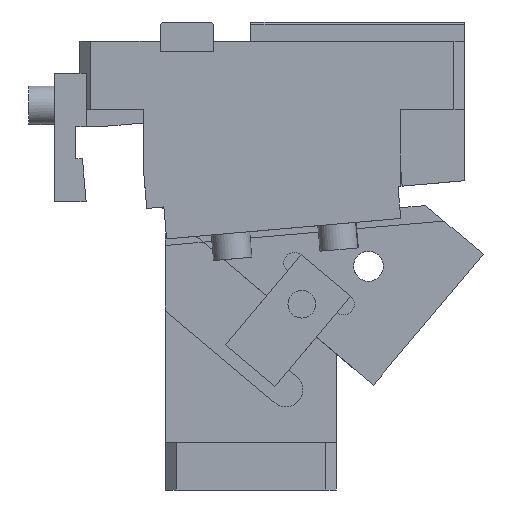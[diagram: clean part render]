
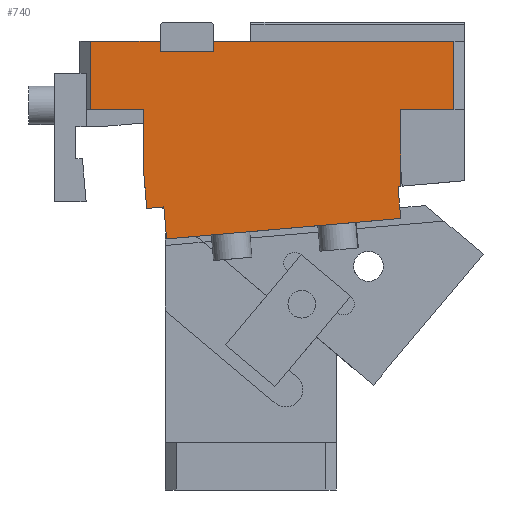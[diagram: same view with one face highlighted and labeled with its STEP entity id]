
A CAD part, front view. The second image highlights one B-rep face of the part: STEP entity #740.
In plain terms, the highlighted planar face has unit normal (0, -1, 0).
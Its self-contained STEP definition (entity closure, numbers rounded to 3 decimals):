
#124=CARTESIAN_POINT('Vertex',(5.,-57.5,0.)) ;
#127=CARTESIAN_POINT('Line Origine',(21.25,-57.5,0.)) ;
#131=CARTESIAN_POINT('Vertex',(37.5,-57.5,0.)) ;
#578=CARTESIAN_POINT('Line Origine',(37.5,-57.5,-2.5)) ;
#582=CARTESIAN_POINT('Vertex',(37.5,-57.5,-5.)) ;
#597=CARTESIAN_POINT('Axis2P3D Location',(0.,-57.5,0.)) ;
#602=CARTESIAN_POINT('Line Origine',(149.405,-57.5,-67.926)) ;
#606=CARTESIAN_POINT('Vertex',(150.,-57.5,-67.874)) ;
#608=CARTESIAN_POINT('Vertex',(148.81,-57.5,-67.978)) ;
#611=CARTESIAN_POINT('Line Origine',(150.,-57.5,-49.937)) ;
#615=CARTESIAN_POINT('Vertex',(150.,-57.5,-32.)) ;
#618=CARTESIAN_POINT('Line Origine',(162.5,-57.5,-32.)) ;
#622=CARTESIAN_POINT('Vertex',(175.,-57.5,-32.)) ;
#625=CARTESIAN_POINT('Line Origine',(175.,-57.5,-16.)) ;
#629=CARTESIAN_POINT('Vertex',(175.,-57.5,0.)) ;
#632=CARTESIAN_POINT('Line Origine',(118.75,-57.5,0.)) ;
#636=CARTESIAN_POINT('Vertex',(62.5,-57.5,0.)) ;
#639=CARTESIAN_POINT('Line Origine',(62.5,-57.5,-2.5)) ;
#643=CARTESIAN_POINT('Vertex',(62.5,-57.5,-5.)) ;
#646=CARTESIAN_POINT('Line Origine',(50.,-57.5,-5.)) ;
#651=CARTESIAN_POINT('Line Origine',(5.,-57.5,-16.)) ;
#655=CARTESIAN_POINT('Vertex',(5.,-57.5,-32.)) ;
#658=CARTESIAN_POINT('Line Origine',(17.458,-57.5,-32.)) ;
#662=CARTESIAN_POINT('Vertex',(29.916,-57.5,-32.)) ;
#665=CARTESIAN_POINT('Line Origine',(29.916,-57.5,-47.41)) ;
#669=CARTESIAN_POINT('Vertex',(29.916,-57.5,-62.821)) ;
#672=CARTESIAN_POINT('Line Origine',(29.912,-57.5,-62.821)) ;
#676=CARTESIAN_POINT('Vertex',(29.908,-57.5,-62.821)) ;
#679=CARTESIAN_POINT('Line Origine',(29.912,-57.5,-62.865)) ;
#683=CARTESIAN_POINT('Vertex',(29.916,-57.5,-62.908)) ;
#686=CARTESIAN_POINT('Line Origine',(30.588,-57.5,-70.585)) ;
#690=CARTESIAN_POINT('Vertex',(31.259,-57.5,-78.262)) ;
#693=CARTESIAN_POINT('Line Origine',(35.244,-57.5,-77.914)) ;
#697=CARTESIAN_POINT('Vertex',(39.229,-57.5,-77.565)) ;
#700=CARTESIAN_POINT('Line Origine',(39.883,-57.5,-85.037)) ;
#704=CARTESIAN_POINT('Vertex',(40.536,-57.5,-92.508)) ;
#707=CARTESIAN_POINT('Line Origine',(95.327,-57.5,-87.714)) ;
#711=CARTESIAN_POINT('Vertex',(150.118,-57.5,-82.921)) ;
#714=CARTESIAN_POINT('Line Origine',(149.464,-57.5,-75.449)) ;
#128=DIRECTION('Vector Direction',(1.,0.,0.)) ;
#579=DIRECTION('Vector Direction',(0.,0.,1.)) ;
#598=DIRECTION('Axis2P3D Direction',(0.,1.,0.)) ;
#599=DIRECTION('Axis2P3D XDirection',(0.,0.,1.)) ;
#603=DIRECTION('Vector Direction',(-0.996,0.,-0.087)) ;
#612=DIRECTION('Vector Direction',(0.,0.,1.)) ;
#619=DIRECTION('Vector Direction',(-1.,0.,0.)) ;
#626=DIRECTION('Vector Direction',(0.,0.,1.)) ;
#633=DIRECTION('Vector Direction',(1.,0.,0.)) ;
#640=DIRECTION('Vector Direction',(0.,0.,-1.)) ;
#647=DIRECTION('Vector Direction',(1.,0.,0.)) ;
#652=DIRECTION('Vector Direction',(0.,0.,-1.)) ;
#659=DIRECTION('Vector Direction',(-1.,0.,0.)) ;
#666=DIRECTION('Vector Direction',(0.,0.,1.)) ;
#673=DIRECTION('Vector Direction',(0.996,0.,0.087)) ;
#680=DIRECTION('Vector Direction',(-0.087,0.,0.996)) ;
#687=DIRECTION('Vector Direction',(-0.087,0.,0.996)) ;
#694=DIRECTION('Vector Direction',(-0.996,0.,-0.087)) ;
#701=DIRECTION('Vector Direction',(-0.087,0.,0.996)) ;
#708=DIRECTION('Vector Direction',(-0.996,0.,-0.087)) ;
#715=DIRECTION('Vector Direction',(-0.087,0.,0.996)) ;
#600=AXIS2_PLACEMENT_3D('Plane Axis2P3D',#597,#598,#599) ;
#720=ORIENTED_EDGE('',*,*,#610,.F.) ;
#721=ORIENTED_EDGE('',*,*,#617,.T.) ;
#722=ORIENTED_EDGE('',*,*,#624,.F.) ;
#723=ORIENTED_EDGE('',*,*,#631,.T.) ;
#724=ORIENTED_EDGE('',*,*,#638,.F.) ;
#725=ORIENTED_EDGE('',*,*,#645,.T.) ;
#726=ORIENTED_EDGE('',*,*,#650,.F.) ;
#727=ORIENTED_EDGE('',*,*,#584,.T.) ;
#728=ORIENTED_EDGE('',*,*,#133,.F.) ;
#729=ORIENTED_EDGE('',*,*,#657,.T.) ;
#730=ORIENTED_EDGE('',*,*,#664,.F.) ;
#731=ORIENTED_EDGE('',*,*,#671,.F.) ;
#732=ORIENTED_EDGE('',*,*,#678,.F.) ;
#733=ORIENTED_EDGE('',*,*,#685,.F.) ;
#734=ORIENTED_EDGE('',*,*,#692,.F.) ;
#735=ORIENTED_EDGE('',*,*,#699,.F.) ;
#736=ORIENTED_EDGE('',*,*,#706,.F.) ;
#737=ORIENTED_EDGE('',*,*,#713,.F.) ;
#738=ORIENTED_EDGE('',*,*,#718,.T.) ;
#129=VECTOR('Line Direction',#128,1.) ;
#580=VECTOR('Line Direction',#579,1.) ;
#604=VECTOR('Line Direction',#603,1.) ;
#613=VECTOR('Line Direction',#612,1.) ;
#620=VECTOR('Line Direction',#619,1.) ;
#627=VECTOR('Line Direction',#626,1.) ;
#634=VECTOR('Line Direction',#633,1.) ;
#641=VECTOR('Line Direction',#640,1.) ;
#648=VECTOR('Line Direction',#647,1.) ;
#653=VECTOR('Line Direction',#652,1.) ;
#660=VECTOR('Line Direction',#659,1.) ;
#667=VECTOR('Line Direction',#666,1.) ;
#674=VECTOR('Line Direction',#673,1.) ;
#681=VECTOR('Line Direction',#680,1.) ;
#688=VECTOR('Line Direction',#687,1.) ;
#695=VECTOR('Line Direction',#694,1.) ;
#702=VECTOR('Line Direction',#701,1.) ;
#709=VECTOR('Line Direction',#708,1.) ;
#716=VECTOR('Line Direction',#715,1.) ;
#740=ADVANCED_FACE('CAM HOLDER',(#739),#601,.F.) ;
#133=EDGE_CURVE('',#125,#132,#130,.T.) ;
#584=EDGE_CURVE('',#583,#132,#581,.T.) ;
#610=EDGE_CURVE('',#607,#609,#605,.T.) ;
#617=EDGE_CURVE('',#607,#616,#614,.T.) ;
#624=EDGE_CURVE('',#623,#616,#621,.T.) ;
#631=EDGE_CURVE('',#623,#630,#628,.T.) ;
#638=EDGE_CURVE('',#637,#630,#635,.T.) ;
#645=EDGE_CURVE('',#637,#644,#642,.T.) ;
#650=EDGE_CURVE('',#583,#644,#649,.T.) ;
#657=EDGE_CURVE('',#125,#656,#654,.T.) ;
#664=EDGE_CURVE('',#663,#656,#661,.T.) ;
#671=EDGE_CURVE('',#670,#663,#668,.T.) ;
#678=EDGE_CURVE('',#677,#670,#675,.T.) ;
#685=EDGE_CURVE('',#684,#677,#682,.T.) ;
#692=EDGE_CURVE('',#691,#684,#689,.T.) ;
#699=EDGE_CURVE('',#698,#691,#696,.T.) ;
#706=EDGE_CURVE('',#705,#698,#703,.T.) ;
#713=EDGE_CURVE('',#712,#705,#710,.T.) ;
#718=EDGE_CURVE('',#712,#609,#717,.T.) ;
#719=EDGE_LOOP('',(#720,#721,#722,#723,#724,#725,#726,#727,#728,#729,#730,#731,#732,#733,#734,#735,#736,#737,#738)) ;
#739=FACE_OUTER_BOUND('',#719,.T.) ;
#130=LINE('Line',#127,#129) ;
#581=LINE('Line',#578,#580) ;
#605=LINE('Line',#602,#604) ;
#614=LINE('Line',#611,#613) ;
#621=LINE('Line',#618,#620) ;
#628=LINE('Line',#625,#627) ;
#635=LINE('Line',#632,#634) ;
#642=LINE('Line',#639,#641) ;
#649=LINE('Line',#646,#648) ;
#654=LINE('Line',#651,#653) ;
#661=LINE('Line',#658,#660) ;
#668=LINE('Line',#665,#667) ;
#675=LINE('Line',#672,#674) ;
#682=LINE('Line',#679,#681) ;
#689=LINE('Line',#686,#688) ;
#696=LINE('Line',#693,#695) ;
#703=LINE('Line',#700,#702) ;
#710=LINE('Line',#707,#709) ;
#717=LINE('Line',#714,#716) ;
#601=PLANE('Plane',#600) ;
#125=VERTEX_POINT('',#124) ;
#132=VERTEX_POINT('',#131) ;
#583=VERTEX_POINT('',#582) ;
#607=VERTEX_POINT('',#606) ;
#609=VERTEX_POINT('',#608) ;
#616=VERTEX_POINT('',#615) ;
#623=VERTEX_POINT('',#622) ;
#630=VERTEX_POINT('',#629) ;
#637=VERTEX_POINT('',#636) ;
#644=VERTEX_POINT('',#643) ;
#656=VERTEX_POINT('',#655) ;
#663=VERTEX_POINT('',#662) ;
#670=VERTEX_POINT('',#669) ;
#677=VERTEX_POINT('',#676) ;
#684=VERTEX_POINT('',#683) ;
#691=VERTEX_POINT('',#690) ;
#698=VERTEX_POINT('',#697) ;
#705=VERTEX_POINT('',#704) ;
#712=VERTEX_POINT('',#711) ;
